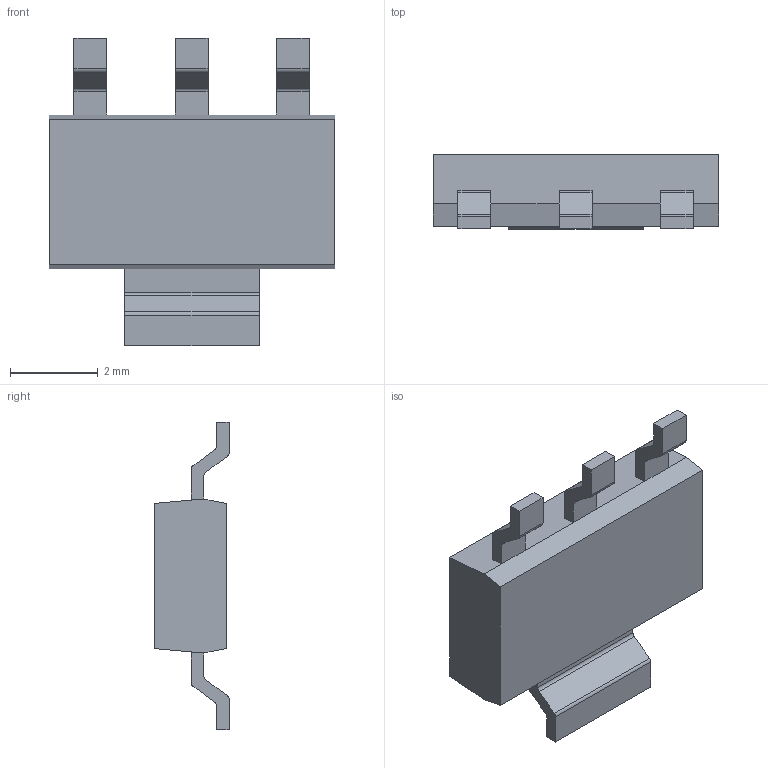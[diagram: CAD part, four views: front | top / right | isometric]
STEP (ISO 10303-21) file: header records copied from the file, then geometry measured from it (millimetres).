
FILE_DESCRIPTION (( 'STEP AP214' ), '1' );
FILE_NAME ('User Library-PMIC-Voltage Regulators-Linear(NCP1117ST50T3G).STEP', '2020-03-24T17:57:22', ( '' ), ( '' ), 'SwSTEP 2.0', 'SolidWorks 2019', '' );
FILE_SCHEMA (( 'AUTOMOTIVE_DESIGN' ));
Length unit declared in the file: millimetre
Products named in the file (1): User Library-PMIC-Voltage Regulators-Linear(NCP1117ST50T3G)
Bounding box: 6.5 x 1.69 x 7 mm (x, y, z)
Volume: 39.2 mm3; surface area: 101.8 mm2
Topology: 1 solids, 1 shells, 77 faces, 313 edges, 255 vertices
Faces by surface type: plane 61, cylinder 16
Entity records: 5242 total; most frequent: CARTESIAN_POINT 1754, ORIENTED_EDGE 626, DIRECTION 433, EDGE_CURVE 313, VERTEX_POINT 255, VECTOR 209, LINE 209, AXIS2_PLACEMENT_3D 112
